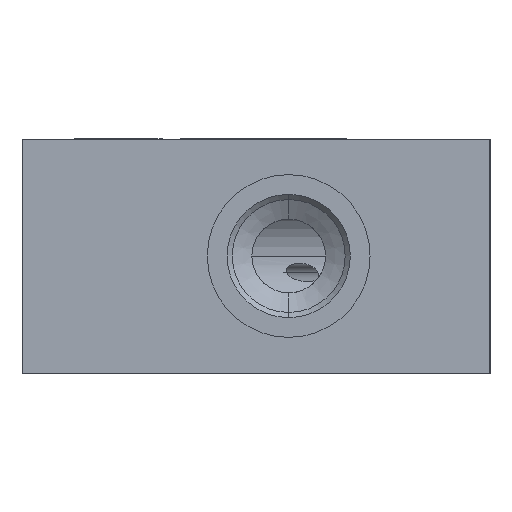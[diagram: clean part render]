
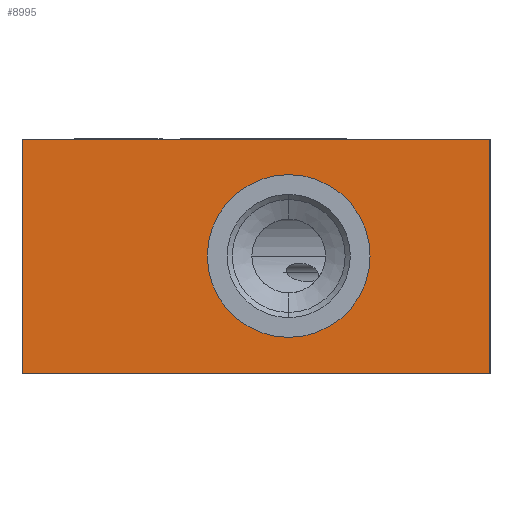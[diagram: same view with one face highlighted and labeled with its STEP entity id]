
A CAD part, left-side view. The second image highlights one B-rep face of the part: STEP entity #8995.
In plain terms, the highlighted planar face has unit normal (-1, 0, 0).
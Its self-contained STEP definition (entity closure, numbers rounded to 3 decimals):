
#532 = DIRECTION ( 'NONE',  ( 0., 0., -1. ) ) ;
#695 = ORIENTED_EDGE ( 'NONE', *, *, #11572, .T. ) ;
#1101 = CARTESIAN_POINT ( 'NONE',  ( -63.5, -50.8, -25.4 ) ) ;
#2031 = EDGE_CURVE ( 'NONE', #14407, #2989, #4876, .T. ) ;
#2349 = DIRECTION ( 'NONE',  ( 0., -1., 0. ) ) ;
#2693 = ORIENTED_EDGE ( 'NONE', *, *, #19646, .F. ) ;
#2962 = VECTOR ( 'NONE', #10986, 1000. ) ;
#2989 = VERTEX_POINT ( 'NONE', #16165 ) ;
#3070 = ORIENTED_EDGE ( 'NONE', *, *, #4129, .T. ) ;
#3324 = FACE_BOUND ( 'NONE', #6273, .T. ) ;
#3774 = EDGE_CURVE ( 'NONE', #19323, #16175, #12276, .T. ) ;
#3829 = PLANE ( 'NONE',  #15424 ) ;
#3966 = CARTESIAN_POINT ( 'NONE',  ( -63.5, 50.8, -25.4 ) ) ;
#4129 = EDGE_CURVE ( 'NONE', #15878, #12912, #8149, .T. ) ;
#4372 = ORIENTED_EDGE ( 'NONE', *, *, #3774, .F. ) ;
#4379 = CARTESIAN_POINT ( 'NONE',  ( -63.5, 50.8, -25.4 ) ) ;
#4750 = EDGE_CURVE ( 'NONE', #15878, #19323, #18413, .T. ) ;
#4855 = CIRCLE ( 'NONE', #19987, 17.665 ) ;
#4876 = CIRCLE ( 'NONE', #14713, 17.665 ) ;
#5807 = DIRECTION ( 'NONE',  ( 0., 0., 1. ) ) ;
#6048 = CARTESIAN_POINT ( 'NONE',  ( -63.5, -7.1, 17.665 ) ) ;
#6273 = EDGE_LOOP ( 'NONE', ( #19261, #2693 ) ) ;
#6803 = LINE ( 'NONE', #1101, #19680 ) ;
#8149 = LINE ( 'NONE', #20468, #18171 ) ;
#8995 = ADVANCED_FACE ( 'NONE', ( #11068, #3324 ), #3829, .F. ) ;
#9674 = CARTESIAN_POINT ( 'NONE',  ( -63.5, -50.8, 25.4 ) ) ;
#10604 = DIRECTION ( 'NONE',  ( 0., -1., 0. ) ) ;
#10986 = DIRECTION ( 'NONE',  ( 0., 0., 1. ) ) ;
#11068 = FACE_OUTER_BOUND ( 'NONE', #15483, .T. ) ;
#11490 = CARTESIAN_POINT ( 'NONE',  ( -63.5, 50.8, 25.4 ) ) ;
#11572 = EDGE_CURVE ( 'NONE', #12912, #16175, #6803, .T. ) ;
#11925 = CARTESIAN_POINT ( 'NONE',  ( -63.5, 50.8, -25.4 ) ) ;
#12252 = VECTOR ( 'NONE', #2349, 1000. ) ;
#12276 = LINE ( 'NONE', #20646, #12252 ) ;
#12912 = VERTEX_POINT ( 'NONE', #13252 ) ;
#13252 = CARTESIAN_POINT ( 'NONE',  ( -63.5, -50.8, -25.4 ) ) ;
#13616 = DIRECTION ( 'NONE',  ( 1., 0., 0. ) ) ;
#14059 = DIRECTION ( 'NONE',  ( -1., 0., 0. ) ) ;
#14407 = VERTEX_POINT ( 'NONE', #6048 ) ;
#14713 = AXIS2_PLACEMENT_3D ( 'NONE', #20138, #18325, #18543 ) ;
#15076 = ORIENTED_EDGE ( 'NONE', *, *, #4750, .F. ) ;
#15424 = AXIS2_PLACEMENT_3D ( 'NONE', #3966, #13616, #532 ) ;
#15483 = EDGE_LOOP ( 'NONE', ( #695, #4372, #15076, #3070 ) ) ;
#15878 = VERTEX_POINT ( 'NONE', #11925 ) ;
#15892 = DIRECTION ( 'NONE',  ( 0., 0., 1. ) ) ;
#16165 = CARTESIAN_POINT ( 'NONE',  ( -63.5, -7.1, -17.665 ) ) ;
#16175 = VERTEX_POINT ( 'NONE', #9674 ) ;
#18171 = VECTOR ( 'NONE', #10604, 1000. ) ;
#18325 = DIRECTION ( 'NONE',  ( -1., 0., 0. ) ) ;
#18413 = LINE ( 'NONE', #4379, #2962 ) ;
#18543 = DIRECTION ( 'NONE',  ( 0., 0., 1. ) ) ;
#19261 = ORIENTED_EDGE ( 'NONE', *, *, #2031, .F. ) ;
#19323 = VERTEX_POINT ( 'NONE', #11490 ) ;
#19646 = EDGE_CURVE ( 'NONE', #2989, #14407, #4855, .T. ) ;
#19680 = VECTOR ( 'NONE', #15892, 1000. ) ;
#19987 = AXIS2_PLACEMENT_3D ( 'NONE', #20701, #14059, #5807 ) ;
#20138 = CARTESIAN_POINT ( 'NONE',  ( -63.5, -7.1, 0. ) ) ;
#20468 = CARTESIAN_POINT ( 'NONE',  ( -63.5, 50.8, -25.4 ) ) ;
#20646 = CARTESIAN_POINT ( 'NONE',  ( -63.5, 50.8, 25.4 ) ) ;
#20701 = CARTESIAN_POINT ( 'NONE',  ( -63.5, -7.1, 0. ) ) ;
